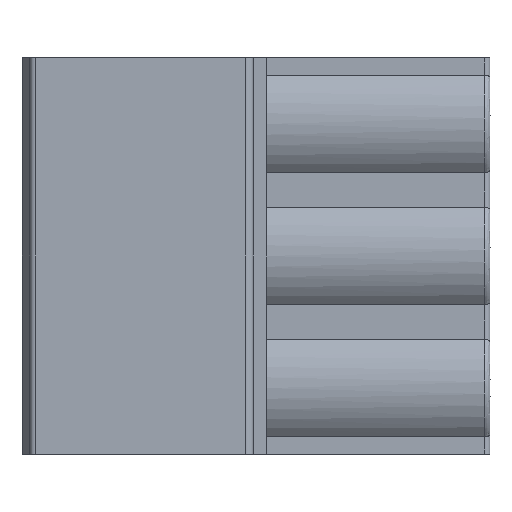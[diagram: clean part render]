
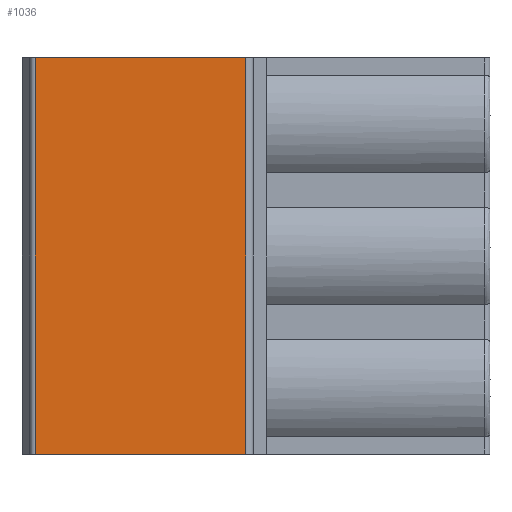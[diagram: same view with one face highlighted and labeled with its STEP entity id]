
A CAD part, front view. The second image highlights one B-rep face of the part: STEP entity #1036.
In plain terms, the highlighted planar face has unit normal (0, -1, 0).
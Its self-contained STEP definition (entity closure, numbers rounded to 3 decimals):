
#366 = VERTEX_POINT ( 'NONE', #3203 ) ;
#416 = EDGE_LOOP ( 'NONE', ( #1784, #1307, #4638, #3897 ) ) ;
#547 = VERTEX_POINT ( 'NONE', #1661 ) ;
#984 = AXIS2_PLACEMENT_3D ( 'NONE', #1977, #2805, #5281 ) ;
#1004 = EDGE_CURVE ( 'NONE', #4974, #366, #1133, .T. ) ;
#1036 = ADVANCED_FACE ( 'NONE', ( #4031 ), #2345, .T. ) ;
#1133 = LINE ( 'NONE', #1912, #4020 ) ;
#1307 = ORIENTED_EDGE ( 'NONE', *, *, #2844, .F. ) ;
#1344 = CARTESIAN_POINT ( 'NONE',  ( 8.1, 0., 12.7 ) ) ;
#1530 = VECTOR ( 'NONE', #5249, 1000. ) ;
#1567 = CARTESIAN_POINT ( 'NONE',  ( 0., 0., 22.86 ) ) ;
#1661 = CARTESIAN_POINT ( 'NONE',  ( 0., 0., 12.7 ) ) ;
#1784 = ORIENTED_EDGE ( 'NONE', *, *, #4113, .T. ) ;
#1861 = VERTEX_POINT ( 'NONE', #1344 ) ;
#1912 = CARTESIAN_POINT ( 'NONE',  ( 8.4, 0., -2.54 ) ) ;
#1977 = CARTESIAN_POINT ( 'NONE',  ( 8.4, 0., 22.86 ) ) ;
#1995 = EDGE_CURVE ( 'NONE', #547, #4974, #3590, .T. ) ;
#2133 = LINE ( 'NONE', #3782, #4244 ) ;
#2345 = PLANE ( 'NONE',  #984 ) ;
#2539 = DIRECTION ( 'NONE',  ( 0., 0., 1. ) ) ;
#2553 = CARTESIAN_POINT ( 'NONE',  ( 8.4, 0., 12.7 ) ) ;
#2805 = DIRECTION ( 'NONE',  ( 0., -1., 0. ) ) ;
#2844 = EDGE_CURVE ( 'NONE', #547, #1861, #3058, .T. ) ;
#3058 = LINE ( 'NONE', #2553, #3644 ) ;
#3203 = CARTESIAN_POINT ( 'NONE',  ( 8.1, 0., -2.54 ) ) ;
#3562 = DIRECTION ( 'NONE',  ( 1., 0., 0. ) ) ;
#3590 = LINE ( 'NONE', #1567, #1530 ) ;
#3644 = VECTOR ( 'NONE', #4305, 1000. ) ;
#3782 = CARTESIAN_POINT ( 'NONE',  ( 8.1, 0., 22.86 ) ) ;
#3897 = ORIENTED_EDGE ( 'NONE', *, *, #1004, .T. ) ;
#4020 = VECTOR ( 'NONE', #3562, 1000. ) ;
#4031 = FACE_OUTER_BOUND ( 'NONE', #416, .T. ) ;
#4113 = EDGE_CURVE ( 'NONE', #366, #1861, #2133, .T. ) ;
#4244 = VECTOR ( 'NONE', #2539, 1000. ) ;
#4305 = DIRECTION ( 'NONE',  ( 1., 0., 0. ) ) ;
#4638 = ORIENTED_EDGE ( 'NONE', *, *, #1995, .T. ) ;
#4974 = VERTEX_POINT ( 'NONE', #5312 ) ;
#5249 = DIRECTION ( 'NONE',  ( 0., 0., -1. ) ) ;
#5281 = DIRECTION ( 'NONE',  ( 0., 0., -1. ) ) ;
#5312 = CARTESIAN_POINT ( 'NONE',  ( 0., 0., -2.54 ) ) ;
